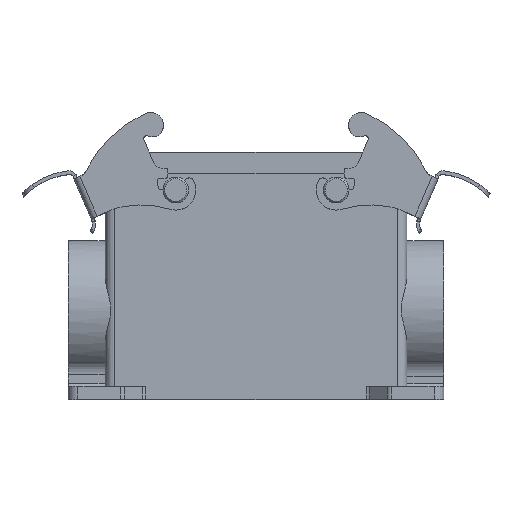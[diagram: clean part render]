
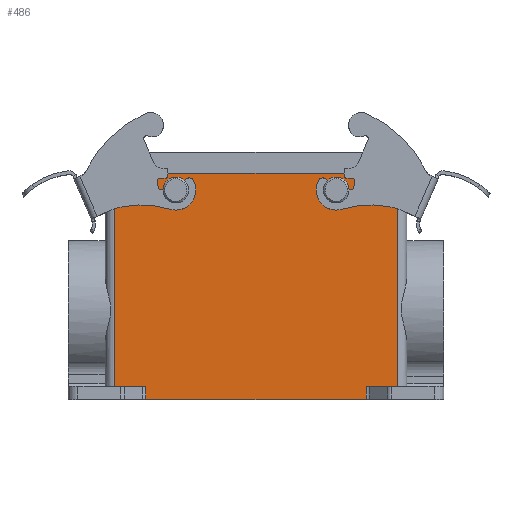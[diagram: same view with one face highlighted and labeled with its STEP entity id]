
A CAD part, top view. The second image highlights one B-rep face of the part: STEP entity #486.
In plain terms, the highlighted planar face has unit normal (0, 0, 1).
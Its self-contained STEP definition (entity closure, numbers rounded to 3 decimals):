
#480 = EDGE_CURVE ( 'NONE', #509, #484, #4333, .T. ) ;
#484 = VERTEX_POINT ( 'NONE', #4327 ) ;
#486 = ADVANCED_FACE ( 'NONE', ( #4316, #4325, #4281 ), #4286, .F. ) ;
#487 = ORIENTED_EDGE ( 'NONE', *, *, #543, .F. ) ;
#493 = EDGE_LOOP ( 'NONE', ( #487 ) ) ;
#509 = VERTEX_POINT ( 'NONE', #4369 ) ;
#528 = ORIENTED_EDGE ( 'NONE', *, *, #545, .T. ) ;
#532 = ORIENTED_EDGE ( 'NONE', *, *, #652, .F. ) ;
#534 = ORIENTED_EDGE ( 'NONE', *, *, #480, .T. ) ;
#540 = ORIENTED_EDGE ( 'NONE', *, *, #11819, .T. ) ;
#541 = ORIENTED_EDGE ( 'NONE', *, *, #547, .F. ) ;
#543 = EDGE_CURVE ( 'NONE', #10324, #10324, #4373, .T. ) ;
#545 = EDGE_CURVE ( 'NONE', #550, #647, #4425, .T. ) ;
#546 = VERTEX_POINT ( 'NONE', #4428 ) ;
#547 = EDGE_CURVE ( 'NONE', #546, #647, #4419, .T. ) ;
#548 = EDGE_LOOP ( 'NONE', ( #639, #638, #528, #541, #532, #534, #540, #11708 ) ) ;
#549 = EDGE_CURVE ( 'NONE', #657, #775, #4412, .T. ) ;
#550 = VERTEX_POINT ( 'NONE', #4420 ) ;
#633 = EDGE_CURVE ( 'NONE', #657, #550, #4643, .T. ) ;
#638 = ORIENTED_EDGE ( 'NONE', *, *, #633, .T. ) ;
#639 = ORIENTED_EDGE ( 'NONE', *, *, #549, .F. ) ;
#647 = VERTEX_POINT ( 'NONE', #4641 ) ;
#652 = EDGE_CURVE ( 'NONE', #509, #546, #4686, .T. ) ;
#657 = VERTEX_POINT ( 'NONE', #4692 ) ;
#775 = VERTEX_POINT ( 'NONE', #5076 ) ;
#3611 = CARTESIAN_POINT ( 'NONE',  ( 33.5, 65.225, -6.75 ) ) ;
#3660 = DIRECTION ( 'NONE',  ( 0., 0., 1. ) ) ;
#3663 = DIRECTION ( 'NONE',  ( -1., 0., 0. ) ) ;
#4281 = FACE_BOUND ( 'NONE', #11703, .T. ) ;
#4286 = PLANE ( 'NONE',  #4321 ) ;
#4295 = CARTESIAN_POINT ( 'NONE',  ( 14.5, 70.5, -6.75 ) ) ;
#4312 = DIRECTION ( 'NONE',  ( -1., 0., 0. ) ) ;
#4316 = FACE_BOUND ( 'NONE', #493, .T. ) ;
#4321 = AXIS2_PLACEMENT_3D ( 'NONE', #4323, #4326, #4312 ) ;
#4323 = CARTESIAN_POINT ( 'NONE',  ( 14.5, 70.5, -6.75 ) ) ;
#4325 = FACE_OUTER_BOUND ( 'NONE', #548, .T. ) ;
#4326 = DIRECTION ( 'NONE',  ( 0., 0., -1. ) ) ;
#4327 = CARTESIAN_POINT ( 'NONE',  ( 14.5, 4., -6.75 ) ) ;
#4331 = DIRECTION ( 'NONE',  ( 0., -1., 0. ) ) ;
#4332 = VECTOR ( 'NONE', #4331, 1000. ) ;
#4333 = LINE ( 'NONE', #4295, #4332 ) ;
#4369 = CARTESIAN_POINT ( 'NONE',  ( 14.5, 70.5, -6.75 ) ) ;
#4373 = CIRCLE ( 'NONE', #4375, 3.75 ) ;
#4375 = AXIS2_PLACEMENT_3D ( 'NONE', #3611, #3660, #3663 ) ;
#4410 = DIRECTION ( 'NONE',  ( -1., 0., 0. ) ) ;
#4411 = VECTOR ( 'NONE', #4410, 1000. ) ;
#4412 = LINE ( 'NONE', #4427, #4411 ) ;
#4416 = DIRECTION ( 'NONE',  ( 0., -1., 0. ) ) ;
#4417 = VECTOR ( 'NONE', #4416, 1000. ) ;
#4418 = CARTESIAN_POINT ( 'NONE',  ( 102.5, 70.5, -6.75 ) ) ;
#4419 = LINE ( 'NONE', #4418, #4417 ) ;
#4420 = CARTESIAN_POINT ( 'NONE',  ( 92.862, 4., -6.75 ) ) ;
#4422 = DIRECTION ( 'NONE',  ( 1., 0., 0. ) ) ;
#4423 = VECTOR ( 'NONE', #4422, 1000. ) ;
#4424 = CARTESIAN_POINT ( 'NONE',  ( 14.5, 4., -6.75 ) ) ;
#4425 = LINE ( 'NONE', #4424, #4423 ) ;
#4427 = CARTESIAN_POINT ( 'NONE',  ( 23.5, 0., -6.75 ) ) ;
#4428 = CARTESIAN_POINT ( 'NONE',  ( 102.5, 70.5, -6.75 ) ) ;
#4581 = CARTESIAN_POINT ( 'NONE',  ( 92.862, 4., -6.75 ) ) ;
#4615 = DIRECTION ( 'NONE',  ( 0., 1., 0. ) ) ;
#4641 = CARTESIAN_POINT ( 'NONE',  ( 102.5, 4., -6.75 ) ) ;
#4642 = VECTOR ( 'NONE', #4615, 1000. ) ;
#4643 = LINE ( 'NONE', #4581, #4642 ) ;
#4683 = DIRECTION ( 'NONE',  ( 1., 0., 0. ) ) ;
#4684 = VECTOR ( 'NONE', #4683, 1000. ) ;
#4686 = LINE ( 'NONE', #4694, #4684 ) ;
#4692 = CARTESIAN_POINT ( 'NONE',  ( 92.862, 0., -6.75 ) ) ;
#4694 = CARTESIAN_POINT ( 'NONE',  ( 14.5, 70.5, -6.75 ) ) ;
#5076 = CARTESIAN_POINT ( 'NONE',  ( 24.138, 0., -6.75 ) ) ;
#9325 = CARTESIAN_POINT ( 'NONE',  ( 24.138, 4., -6.75 ) ) ;
#9419 = DIRECTION ( 'NONE',  ( 1., 0., 0. ) ) ;
#9420 = VECTOR ( 'NONE', #9419, 1000. ) ;
#9421 = CARTESIAN_POINT ( 'NONE',  ( 14.5, 4., -6.75 ) ) ;
#9428 = LINE ( 'NONE', #9421, #9420 ) ;
#10320 = CARTESIAN_POINT ( 'NONE',  ( 29.75, 65.225, -6.75 ) ) ;
#10324 = VERTEX_POINT ( 'NONE', #10320 ) ;
#10366 = CARTESIAN_POINT ( 'NONE',  ( 79.75, 65.225, -6.75 ) ) ;
#10370 = VERTEX_POINT ( 'NONE', #10366 ) ;
#11560 = DIRECTION ( 'NONE',  ( 0., -1., 0. ) ) ;
#11561 = VECTOR ( 'NONE', #11560, 1000. ) ;
#11562 = CARTESIAN_POINT ( 'NONE',  ( 24.138, 0., -6.75 ) ) ;
#11563 = LINE ( 'NONE', #11562, #11561 ) ;
#11645 = DIRECTION ( 'NONE',  ( -1., 0., 0. ) ) ;
#11646 = DIRECTION ( 'NONE',  ( 0., 0., 1. ) ) ;
#11647 = CARTESIAN_POINT ( 'NONE',  ( 83.5, 65.225, -6.75 ) ) ;
#11648 = AXIS2_PLACEMENT_3D ( 'NONE', #11647, #11646, #11645 ) ;
#11670 = CIRCLE ( 'NONE', #11648, 3.75 ) ;
#11703 = EDGE_LOOP ( 'NONE', ( #11756 ) ) ;
#11705 = EDGE_CURVE ( 'NONE', #11822, #775, #11563, .T. ) ;
#11708 = ORIENTED_EDGE ( 'NONE', *, *, #11705, .T. ) ;
#11756 = ORIENTED_EDGE ( 'NONE', *, *, #11763, .F. ) ;
#11763 = EDGE_CURVE ( 'NONE', #10370, #10370, #11670, .T. ) ;
#11819 = EDGE_CURVE ( 'NONE', #484, #11822, #9428, .T. ) ;
#11822 = VERTEX_POINT ( 'NONE', #9325 ) ;
